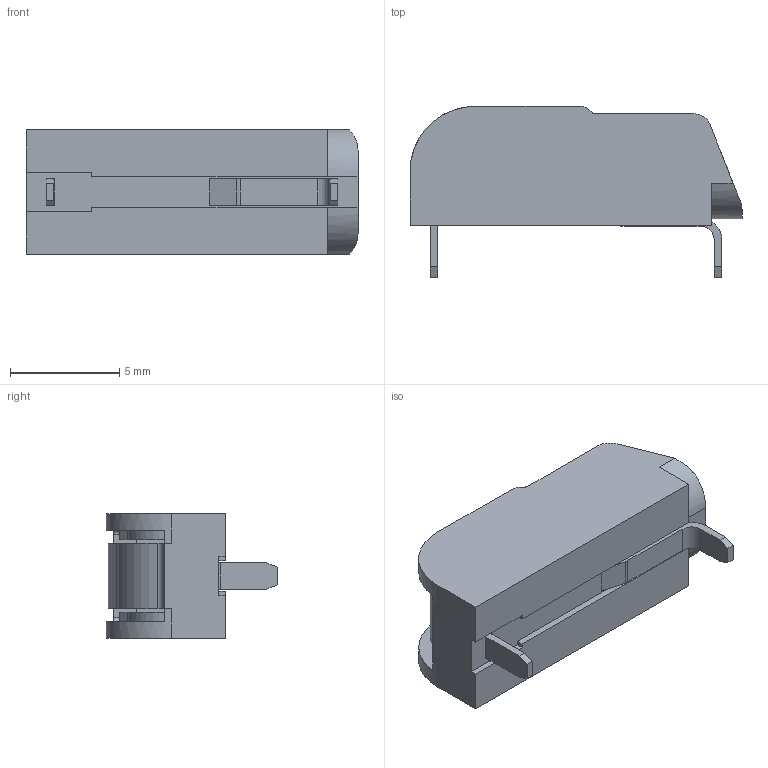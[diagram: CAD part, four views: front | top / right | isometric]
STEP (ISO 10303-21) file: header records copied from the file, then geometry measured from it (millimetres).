
FILE_DESCRIPTION( ( 'STEP AP214' ), '1' );
FILE_NAME( '2061-1621_998-404.stp', '2021-12-29T17:18:24', ( 'License CC BY-ND 4.0' ), ( 'CADENAS' ), ' ', 'PARTsolutions', ' ' );
FILE_SCHEMA( ( 'AUTOMOTIVE_DESIGN { 1 0 10303 214 1 1 1 1 }' ) );
Length unit declared in the file: millimetre
Products named in the file (1): _2061-1621/998-404
Bounding box: 15.2 x 7.85 x 5.7 mm (x, y, z)
Volume: 303.5 mm3; surface area: 567 mm2
Topology: 1 solids, 1 shells, 104 faces, 298 edges, 198 vertices
Faces by surface type: plane 74, cylinder 29, sphere 1
Full cylindrical faces by diameter (mm): 3.2 x1
Entity records: 4224 total; most frequent: CARTESIAN_POINT 622, ORIENTED_EDGE 586, DIRECTION 564, EDGE_CURVE 293, LINE 220, VECTOR 220, VERTEX_POINT 196, AXIS2_PLACEMENT_3D 172
